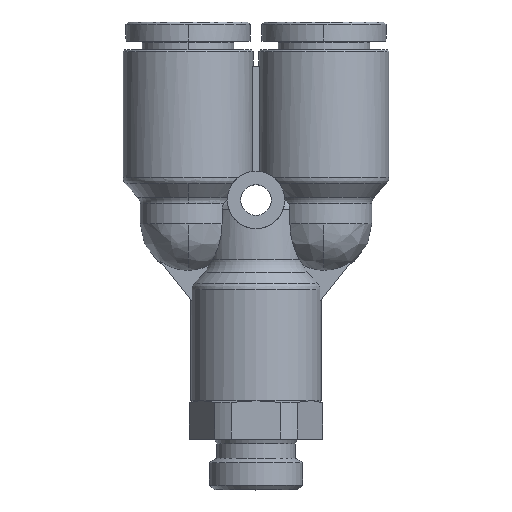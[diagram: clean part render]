
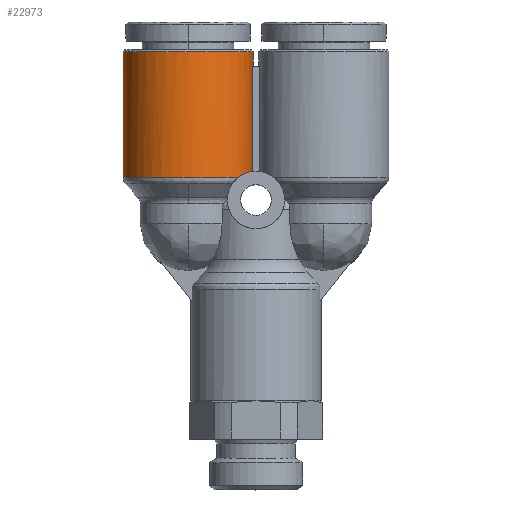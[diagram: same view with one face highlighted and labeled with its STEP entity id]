
A CAD part, top view. The second image highlights one B-rep face of the part: STEP entity #22973.
In plain terms, the highlighted cylindrical face has radius 6.8 mm (diameter 13.6 mm), a partial arc.
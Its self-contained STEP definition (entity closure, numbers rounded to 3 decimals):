
#100 = EDGE_CURVE ( 'NONE', #7069, #1855, #10041, .T. ) ;
#666 = EDGE_CURVE ( 'NONE', #29611, #13869, #7912, .T. ) ;
#1217 = CARTESIAN_POINT ( 'NONE',  ( 4.528, 0., 6.8 ) ) ;
#1268 = CARTESIAN_POINT ( 'NONE',  ( 0.471, 2.206, 6.461 ) ) ;
#1416 = DIRECTION ( 'NONE',  ( 0., 0., -1. ) ) ;
#1855 = VERTEX_POINT ( 'NONE', #31143 ) ;
#1993 = AXIS2_PLACEMENT_3D ( 'NONE', #24131, #21450, #11563 ) ;
#2402 = CIRCLE ( 'NONE', #6590, 6.8 ) ;
#3540 = DIRECTION ( 'NONE',  ( 1., 0., 0. ) ) ;
#4371 = ORIENTED_EDGE ( 'NONE', *, *, #100, .T. ) ;
#4659 = DIRECTION ( 'NONE',  ( 1., 0., 0. ) ) ;
#4918 = FACE_OUTER_BOUND ( 'NONE', #20381, .T. ) ;
#5806 = CARTESIAN_POINT ( 'NONE',  ( -0.089, 4.287, 5.279 ) ) ;
#6346 = CARTESIAN_POINT ( 'NONE',  ( 13.028, 0., 0. ) ) ;
#6590 = AXIS2_PLACEMENT_3D ( 'NONE', #6346, #13783, #1416 ) ;
#7069 = VERTEX_POINT ( 'NONE', #8396 ) ;
#7816 = CARTESIAN_POINT ( 'NONE',  ( 11.528, 0., 0. ) ) ;
#7912 = CIRCLE ( 'NONE', #1993, 6.8 ) ;
#8229 = CARTESIAN_POINT ( 'NONE',  ( 0.493, 1.616, 6.634 ) ) ;
#8338 = ORIENTED_EDGE ( 'NONE', *, *, #666, .T. ) ;
#8396 = CARTESIAN_POINT ( 'NONE',  ( 0.504, 1., 6.726 ) ) ;
#9968 = ORIENTED_EDGE ( 'NONE', *, *, #28952, .T. ) ;
#10041 = LINE ( 'NONE', #13218, #18475 ) ;
#10997 = CYLINDRICAL_SURFACE ( 'NONE', #18956, 6.8 ) ;
#11048 = EDGE_CURVE ( 'NONE', #14476, #13944, #24595, .T. ) ;
#11328 = LINE ( 'NONE', #1217, #29216 ) ;
#11524 = DIRECTION ( 'NONE',  ( 0., 0., -1. ) ) ;
#11546 = CARTESIAN_POINT ( 'NONE',  ( -0.089, 0., -6.8 ) ) ;
#11563 = DIRECTION ( 'NONE',  ( 0., 0., -1. ) ) ;
#11614 = DIRECTION ( 'NONE',  ( 1., 0., 0. ) ) ;
#11894 = CARTESIAN_POINT ( 'NONE',  ( -0.089, 4.287, 5.279 ) ) ;
#12047 = ORIENTED_EDGE ( 'NONE', *, *, #12233, .T. ) ;
#12173 = B_SPLINE_CURVE_WITH_KNOTS ( 'NONE', 3,
 ( #5806, #22837, #23141, #28056, #13438, #1268, #8229, #30563 ),
 .UNSPECIFIED., .F., .F.,
 ( 4, 2, 2, 4 ),
 ( 0., 0.001, 0.002, 0.004 ),
 .UNSPECIFIED. ) ;
#12233 = EDGE_CURVE ( 'NONE', #1855, #17099, #12880, .T. ) ;
#12880 = CIRCLE ( 'NONE', #24145, 6.8 ) ;
#13218 = CARTESIAN_POINT ( 'NONE',  ( 4.528, 1., 6.726 ) ) ;
#13438 = CARTESIAN_POINT ( 'NONE',  ( 0.354, 3.048, 6.086 ) ) ;
#13698 = CARTESIAN_POINT ( 'NONE',  ( 11.528, 0., 6.8 ) ) ;
#13783 = DIRECTION ( 'NONE',  ( -1., 0., 0. ) ) ;
#13869 = VERTEX_POINT ( 'NONE', #16827 ) ;
#13944 = VERTEX_POINT ( 'NONE', #11894 ) ;
#14476 = VERTEX_POINT ( 'NONE', #11546 ) ;
#15326 = DIRECTION ( 'NONE',  ( 0., 0., -1. ) ) ;
#15703 = DIRECTION ( 'NONE',  ( 1., 0., 0. ) ) ;
#16154 = EDGE_CURVE ( 'NONE', #14476, #13869, #17203, .T. ) ;
#16727 = CARTESIAN_POINT ( 'NONE',  ( -0.089, 0., 0. ) ) ;
#16827 = CARTESIAN_POINT ( 'NONE',  ( 13.028, 0., -6.8 ) ) ;
#16983 = EDGE_CURVE ( 'NONE', #17099, #31148, #11328, .T. ) ;
#17099 = VERTEX_POINT ( 'NONE', #13698 ) ;
#17203 = LINE ( 'NONE', #30029, #20212 ) ;
#17791 = CARTESIAN_POINT ( 'NONE',  ( 4.528, 0., 0. ) ) ;
#18475 = VECTOR ( 'NONE', #15703, 1000. ) ;
#18582 = CARTESIAN_POINT ( 'NONE',  ( 13.028, 0., 6.8 ) ) ;
#18956 = AXIS2_PLACEMENT_3D ( 'NONE', #17791, #27776, #15326 ) ;
#19163 = DIRECTION ( 'NONE',  ( 0., 0., -1. ) ) ;
#20212 = VECTOR ( 'NONE', #3540, 1000. ) ;
#20363 = EDGE_CURVE ( 'NONE', #31148, #29611, #2402, .T. ) ;
#20381 = EDGE_LOOP ( 'NONE', ( #12047, #26158, #28359, #8338, #21464, #27011, #9968, #4371 ) ) ;
#21450 = DIRECTION ( 'NONE',  ( -1., 0., 0. ) ) ;
#21464 = ORIENTED_EDGE ( 'NONE', *, *, #16154, .F. ) ;
#22837 = CARTESIAN_POINT ( 'NONE',  ( 0.048, 4.067, 5.457 ) ) ;
#22973 = ADVANCED_FACE ( 'NONE', ( #4918 ), #10997, .T. ) ;
#23141 = CARTESIAN_POINT ( 'NONE',  ( 0.147, 3.83, 5.627 ) ) ;
#24131 = CARTESIAN_POINT ( 'NONE',  ( 13.028, 0., 0. ) ) ;
#24145 = AXIS2_PLACEMENT_3D ( 'NONE', #7816, #11614, #11524 ) ;
#24595 = CIRCLE ( 'NONE', #31540, 6.8 ) ;
#25255 = DIRECTION ( 'NONE',  ( 1., 0., 0. ) ) ;
#26158 = ORIENTED_EDGE ( 'NONE', *, *, #16983, .T. ) ;
#27011 = ORIENTED_EDGE ( 'NONE', *, *, #11048, .T. ) ;
#27776 = DIRECTION ( 'NONE',  ( 1., 0., 0. ) ) ;
#27876 = CARTESIAN_POINT ( 'NONE',  ( 13.028, 6.8, 0. ) ) ;
#28056 = CARTESIAN_POINT ( 'NONE',  ( 0.3, 3.322, 5.941 ) ) ;
#28359 = ORIENTED_EDGE ( 'NONE', *, *, #20363, .T. ) ;
#28952 = EDGE_CURVE ( 'NONE', #13944, #7069, #12173, .T. ) ;
#29216 = VECTOR ( 'NONE', #25255, 1000. ) ;
#29611 = VERTEX_POINT ( 'NONE', #27876 ) ;
#30029 = CARTESIAN_POINT ( 'NONE',  ( 4.528, 0., -6.8 ) ) ;
#30563 = CARTESIAN_POINT ( 'NONE',  ( 0.504, 1., 6.726 ) ) ;
#31143 = CARTESIAN_POINT ( 'NONE',  ( 11.528, 1., 6.726 ) ) ;
#31148 = VERTEX_POINT ( 'NONE', #18582 ) ;
#31540 = AXIS2_PLACEMENT_3D ( 'NONE', #16727, #4659, #19163 ) ;
